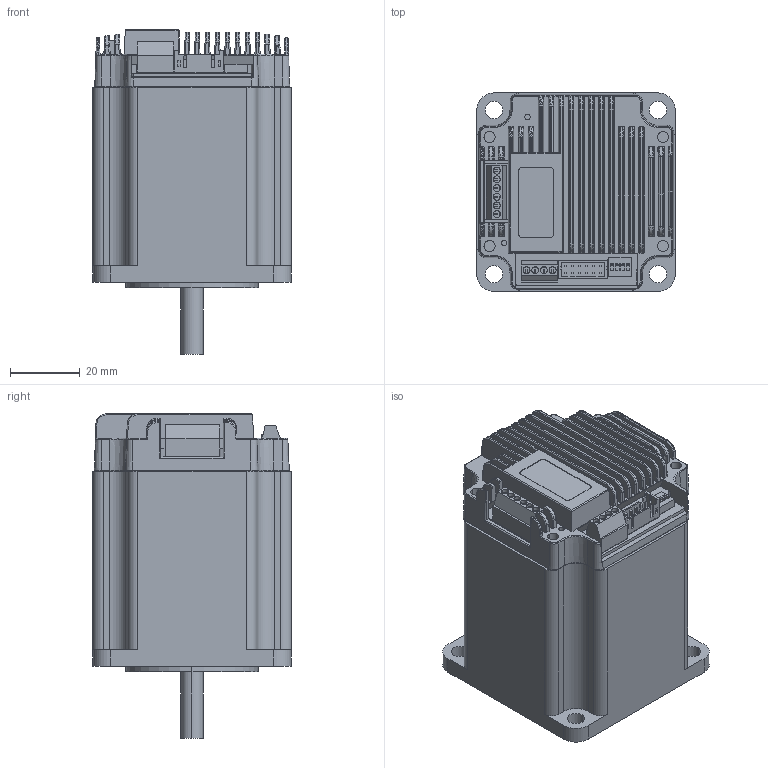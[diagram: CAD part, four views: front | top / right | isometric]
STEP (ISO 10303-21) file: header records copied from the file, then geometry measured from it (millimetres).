
FILE_DESCRIPTION (( 'STEP AP203' ), '1' );
FILE_NAME ('NU-StepIE57.STEP', '2020-01-15T08:31:33', ( '' ), ( '' ), 'SwSTEP 2.0', 'SolidWorks 2015', '' );
FILE_SCHEMA (( 'CONFIG_CONTROL_DESIGN' ));
Length unit declared in the file: millimetre
Products named in the file (8): zz-6; 綴欶; 畢鎢; zz-4; 57萇儂; NU-StepIE57; 57PCB2; B12B-PHDSS
Assembly tree (7 placements, depth 2):
  NU-StepIE57
    綴欶
    57PCB2
    57萇儂
    zz-6
    B12B-PHDSS
    zz-4
    畢鎢
Bounding box: 57 x 57 x 93.1 mm (x, y, z)
Volume: 181827.8 mm3; surface area: 41685.1 mm2
Topology: 7 solids, 7 shells, 964 faces, 2483 edges, 1577 vertices
Faces by surface type: plane 515, cylinder 334, bspline 68, torus 28, cone 16, sphere 3
Entity records: 31542 total; most frequent: CARTESIAN_POINT 7831, ORIENTED_EDGE 4950, DIRECTION 4589, EDGE_CURVE 2475, VECTOR 1627, LINE 1627, VERTEX_POINT 1575, AXIS2_PLACEMENT_3D 1481
